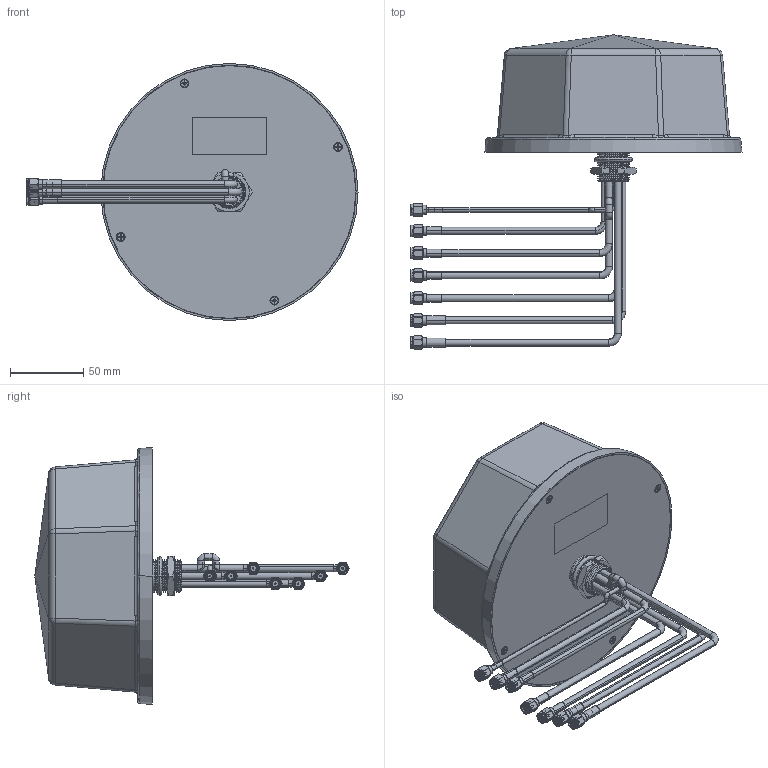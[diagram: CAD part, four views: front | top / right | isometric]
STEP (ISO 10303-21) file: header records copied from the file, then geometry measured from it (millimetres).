
FILE_DESCRIPTION (( 'STEP AP214' ), '1' );
FILE_NAME ('LCANOM1105_3D.step', '2023-03-13T19:35:49', ( '' ), ( '' ), 'SwSTEP 2.0', 'SolidWorks 2022', '' );
FILE_SCHEMA (( 'AUTOMOTIVE_DESIGN' ));
Length unit declared in the file: inch
Products named in the file (11): CB421YD_01^LCANOM1105; PE4215^LCANOM1105; DIANLAN-421^LCANOM1105; CB421YD_02^LCANOM1105; O-26X3^LCANOM1105; KA3X10^LCANOM1105; LCANOM1105_3D; PE4769^LCANOM1105; PE4003^LCANOM1105; LUOMU_M22^LCANOM1105; CB441YD_01^LCANOM1105
Assembly tree (17 placements, depth 2):
  LCANOM1105_3D
    CB441YD_01^LCANOM1105
    CB421YD_01^LCANOM1105
    CB421YD_02^LCANOM1105
    KA3X10^LCANOM1105  x4
    DIANLAN-421^LCANOM1105
    O-26X3^LCANOM1105
    LUOMU_M22^LCANOM1105
    PE4003^LCANOM1105
    PE4215^LCANOM1105  x4
    PE4769^LCANOM1105  x2
Bounding box: 225.91 x 213.95 x 175 mm (x, y, z)
Volume: 202488.9 mm3; surface area: 196094.9 mm2
Topology: 31 solids, 31 shells, 1361 faces, 3262 edges, 2018 vertices
Faces by surface type: cylinder 548, plane 320, cone 264, bspline 135, torus 86, sphere 8
Entity records: 37617 total; most frequent: CARTESIAN_POINT 19542, ORIENTED_EDGE 3798, DIRECTION 3379, EDGE_CURVE 1899, AXIS2_PLACEMENT_3D 1417, VERTEX_POINT 1165, EDGE_LOOP 858, FACE_OUTER_BOUND 804
